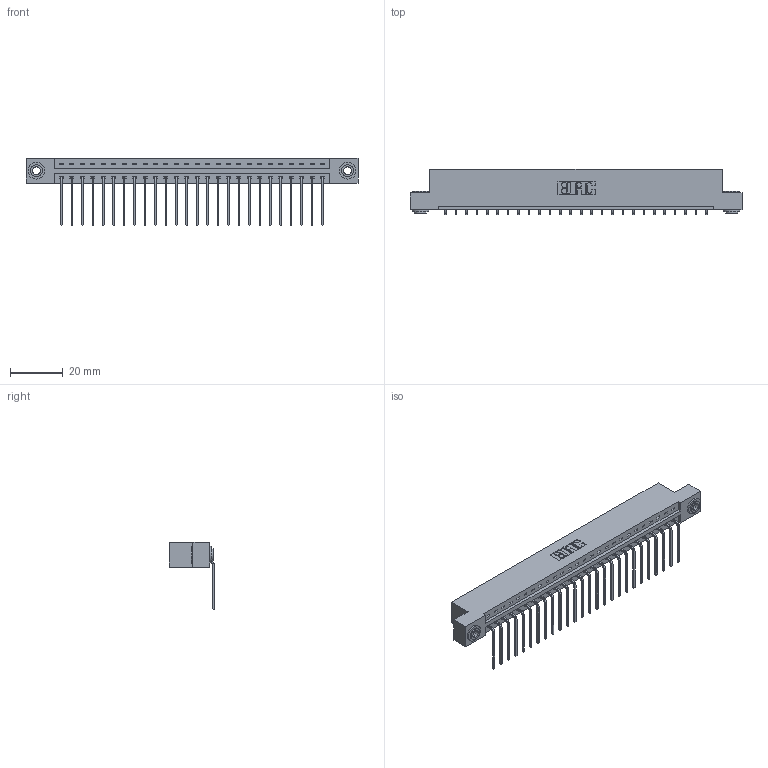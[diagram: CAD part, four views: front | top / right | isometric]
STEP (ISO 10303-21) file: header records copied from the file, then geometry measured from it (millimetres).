
FILE_DESCRIPTION (( 'STEP AP203' ), '1' );
FILE_NAME ('387-026-559-103.STEP', '2019-10-03T13:10:21', ( '' ), ( '' ), 'SwSTEP 2.0', 'SolidWorks 2016', '' );
FILE_SCHEMA (( 'CONFIG_CONTROL_DESIGN' ));
Length unit declared in the file: inch
Products named in the file (4): 345-250-002_345-250-002-102; 345-292-001_558 559 Tail - 1; 387-026-559-103; 337 Part_Flush Mounting Lugs - 0.156 Dia-TH
Assembly tree (29 placements, depth 2):
  387-026-559-103
    337 Part_Flush Mounting Lugs - 0.156 Dia-TH
    345-292-001_558 559 Tail - 1  x26
    345-250-002_345-250-002-102  x2
Bounding box: 126.03 x 17.09 x 25.53 mm (x, y, z)
Volume: 13005 mm3; surface area: 14114.8 mm2
Topology: 29 solids, 29 shells, 1816 faces, 5431 edges, 3582 vertices
Faces by surface type: plane 1328, cylinder 480, cone 8
Entity records: 22130 total; most frequent: CARTESIAN_POINT 3831, ORIENTED_EDGE 3786, DIRECTION 3291, EDGE_CURVE 1893, VECTOR 1741, LINE 1741, VERTEX_POINT 1258, AXIS2_PLACEMENT_3D 775
